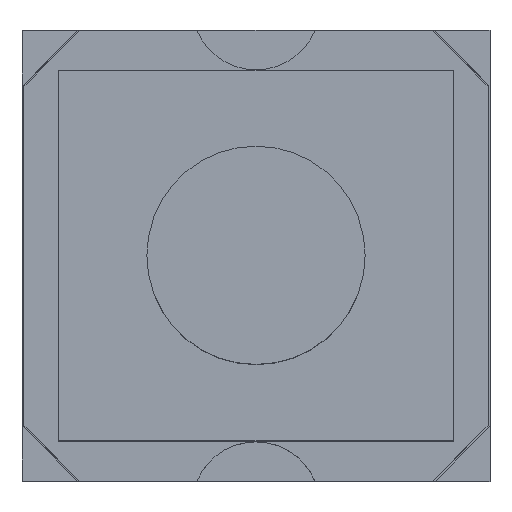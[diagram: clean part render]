
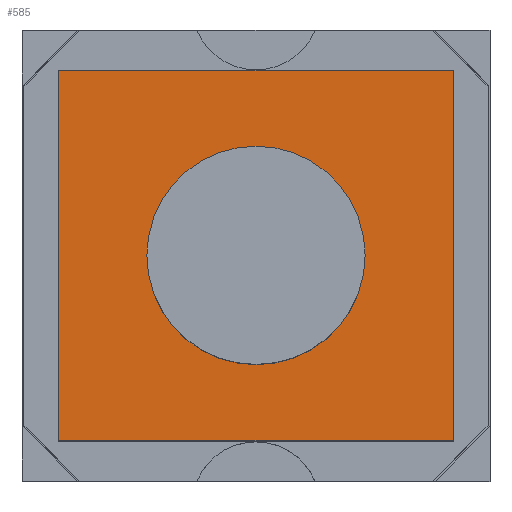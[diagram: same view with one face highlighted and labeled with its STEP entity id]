
A CAD part, top view. The second image highlights one B-rep face of the part: STEP entity #585.
In plain terms, the highlighted planar face has unit normal (0, 0, 1).
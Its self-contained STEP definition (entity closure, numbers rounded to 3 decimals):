
#494 = VERTEX_POINT('',#495);
#495 = CARTESIAN_POINT('',(-7.5,-7.05,5.));
#501 = EDGE_CURVE('',#494,#502,#504,.T.);
#502 = VERTEX_POINT('',#503);
#503 = CARTESIAN_POINT('',(7.5,-7.05,5.));
#504 = LINE('',#505,#506);
#505 = CARTESIAN_POINT('',(-7.5,-7.05,5.));
#506 = VECTOR('',#507,1.);
#507 = DIRECTION('',(1.,0.,0.));
#525 = EDGE_CURVE('',#502,#526,#528,.T.);
#526 = VERTEX_POINT('',#527);
#527 = CARTESIAN_POINT('',(7.5,7.05,5.));
#528 = LINE('',#529,#530);
#529 = CARTESIAN_POINT('',(7.5,-7.05,5.));
#530 = VECTOR('',#531,1.);
#531 = DIRECTION('',(0.,1.,0.));
#549 = EDGE_CURVE('',#526,#550,#552,.T.);
#550 = VERTEX_POINT('',#551);
#551 = CARTESIAN_POINT('',(-7.5,7.05,5.));
#552 = LINE('',#553,#554);
#553 = CARTESIAN_POINT('',(7.5,7.05,5.));
#554 = VECTOR('',#555,1.);
#555 = DIRECTION('',(-1.,0.,0.));
#573 = EDGE_CURVE('',#550,#494,#574,.T.);
#574 = LINE('',#575,#576);
#575 = CARTESIAN_POINT('',(-7.5,7.05,5.));
#576 = VECTOR('',#577,1.);
#577 = DIRECTION('',(0.,-1.,0.));
#585 = ADVANCED_FACE('',(#586,#592),#603,.T.);
#586 = FACE_BOUND('',#587,.T.);
#587 = EDGE_LOOP('',(#588,#589,#590,#591));
#588 = ORIENTED_EDGE('',*,*,#501,.T.);
#589 = ORIENTED_EDGE('',*,*,#525,.T.);
#590 = ORIENTED_EDGE('',*,*,#549,.T.);
#591 = ORIENTED_EDGE('',*,*,#573,.T.);
#592 = FACE_BOUND('',#593,.T.);
#593 = EDGE_LOOP('',(#594));
#594 = ORIENTED_EDGE('',*,*,#595,.F.);
#595 = EDGE_CURVE('',#596,#596,#598,.T.);
#596 = VERTEX_POINT('',#597);
#597 = CARTESIAN_POINT('',(4.15,0.,5.));
#598 = CIRCLE('',#599,4.15);
#599 = AXIS2_PLACEMENT_3D('',#600,#601,#602);
#600 = CARTESIAN_POINT('',(0.,0.,5.));
#601 = DIRECTION('',(0.,0.,1.));
#602 = DIRECTION('',(1.,0.,0.));
#603 = PLANE('',#604);
#604 = AXIS2_PLACEMENT_3D('',#605,#606,#607);
#605 = CARTESIAN_POINT('',(0.,0.,5.));
#606 = DIRECTION('',(0.,0.,1.));
#607 = DIRECTION('',(1.,0.,0.));
